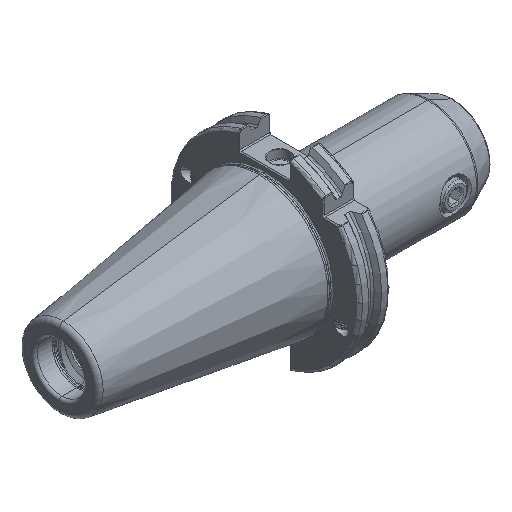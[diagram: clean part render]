
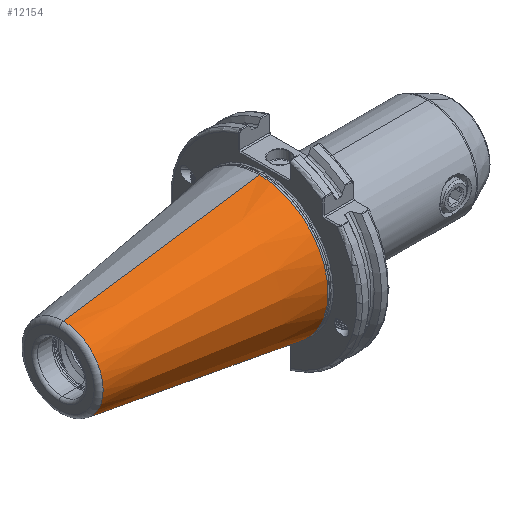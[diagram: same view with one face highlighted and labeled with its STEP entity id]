
A CAD part, isometric view. The second image highlights one B-rep face of the part: STEP entity #12154.
In plain terms, the highlighted conical face has half-angle 8.297 degrees and reference radius 35.392 mm.
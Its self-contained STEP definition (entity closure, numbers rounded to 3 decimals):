
#850 = LINE ( 'NONE', #4944, #877 ) ;
#871 = CIRCLE ( 'NONE', #19345, 35.027 ) ;
#877 = VECTOR ( 'NONE', #4963, 1000. ) ;
#943 = CIRCLE ( 'NONE', #19414, 20.399 ) ;
#1105 = LINE ( 'NONE', #16660, #1125 ) ;
#1125 = VECTOR ( 'NONE', #16676, 1000. ) ;
#1717 = EDGE_LOOP ( 'NONE', ( #6887, #6809, #6852, #6817, #6874 ) ) ;
#1960 = EDGE_CURVE ( 'NONE', #26169, #26142, #871, .T. ) ;
#1981 = EDGE_CURVE ( 'NONE', #26117, #26059, #850, .T. ) ;
#2550 = AXIS2_PLACEMENT_3D ( 'NONE', #13634, #13631, #13646 ) ;
#2752 = AXIS2_PLACEMENT_3D ( 'NONE', #23012, #22974, #23008 ) ;
#4944 = CARTESIAN_POINT ( 'NONE',  ( 0., 0., -35.392 ) ) ;
#4963 = DIRECTION ( 'NONE',  ( 0.99, 0., -0.144 ) ) ;
#5701 = DIRECTION ( 'NONE',  ( 0., 1., 0. ) ) ;
#5712 = DIRECTION ( 'NONE',  ( 1., 0., 0. ) ) ;
#5715 = CARTESIAN_POINT ( 'NONE',  ( -2.5, 0., 0. ) ) ;
#5860 = EDGE_CURVE ( 'NONE', #26083, #26117, #943, .T. ) ;
#6079 = EDGE_CURVE ( 'NONE', #26083, #26169, #1105, .T. ) ;
#6330 = EDGE_CURVE ( 'NONE', #26142, #26059, #24184, .T. ) ;
#6809 = ORIENTED_EDGE ( 'NONE', *, *, #5860, .T. ) ;
#6817 = ORIENTED_EDGE ( 'NONE', *, *, #6330, .F. ) ;
#6852 = ORIENTED_EDGE ( 'NONE', *, *, #1981, .T. ) ;
#6874 = ORIENTED_EDGE ( 'NONE', *, *, #1960, .F. ) ;
#6887 = ORIENTED_EDGE ( 'NONE', *, *, #6079, .F. ) ;
#7535 = CARTESIAN_POINT ( 'NONE',  ( -102.811, 0., 20.399 ) ) ;
#7543 = CARTESIAN_POINT ( 'NONE',  ( -2.5, 0., -35.027 ) ) ;
#7576 = CARTESIAN_POINT ( 'NONE',  ( -2.5, 0., 35.027 ) ) ;
#7582 = CARTESIAN_POINT ( 'NONE',  ( -2.5, -35.027, 0. ) ) ;
#7584 = CARTESIAN_POINT ( 'NONE',  ( -102.811, 0., -20.399 ) ) ;
#12154 = ADVANCED_FACE ( 'NONE', ( #23423 ), #23628, .T. ) ;
#13631 = DIRECTION ( 'NONE',  ( 1., 0., 0. ) ) ;
#13634 = CARTESIAN_POINT ( 'NONE',  ( -2.5, 0., 0. ) ) ;
#13646 = DIRECTION ( 'NONE',  ( 0., 1., 0. ) ) ;
#16660 = CARTESIAN_POINT ( 'NONE',  ( 0., 0., 35.392 ) ) ;
#16676 = DIRECTION ( 'NONE',  ( 0.99, 0., 0.144 ) ) ;
#19345 = AXIS2_PLACEMENT_3D ( 'NONE', #5715, #5712, #5701 ) ;
#19414 = AXIS2_PLACEMENT_3D ( 'NONE', #27572, #27591, #27607 ) ;
#22974 = DIRECTION ( 'NONE',  ( 1., 0., 0. ) ) ;
#23008 = DIRECTION ( 'NONE',  ( 0., 0., -1. ) ) ;
#23012 = CARTESIAN_POINT ( 'NONE',  ( 0., 0., 0. ) ) ;
#23423 = FACE_OUTER_BOUND ( 'NONE', #1717, .T. ) ;
#23628 = CONICAL_SURFACE ( 'NONE', #2752, 35.392, 0.145 ) ;
#24184 = CIRCLE ( 'NONE', #2550, 35.027 ) ;
#26059 = VERTEX_POINT ( 'NONE', #7543 ) ;
#26083 = VERTEX_POINT ( 'NONE', #7535 ) ;
#26117 = VERTEX_POINT ( 'NONE', #7584 ) ;
#26142 = VERTEX_POINT ( 'NONE', #7582 ) ;
#26169 = VERTEX_POINT ( 'NONE', #7576 ) ;
#27572 = CARTESIAN_POINT ( 'NONE',  ( -102.811, 0., 0. ) ) ;
#27591 = DIRECTION ( 'NONE',  ( 1., 0., 0. ) ) ;
#27607 = DIRECTION ( 'NONE',  ( 0., 0., 1. ) ) ;
